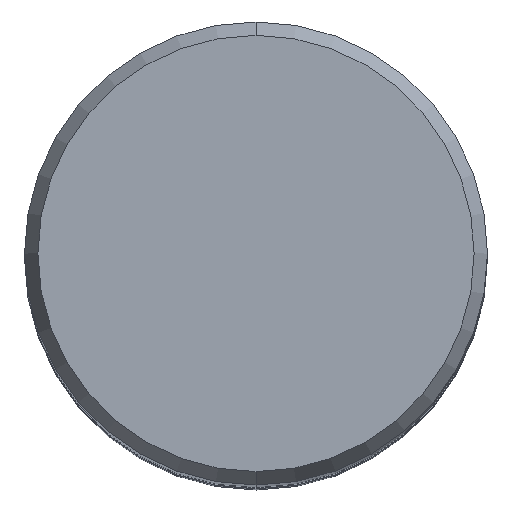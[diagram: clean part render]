
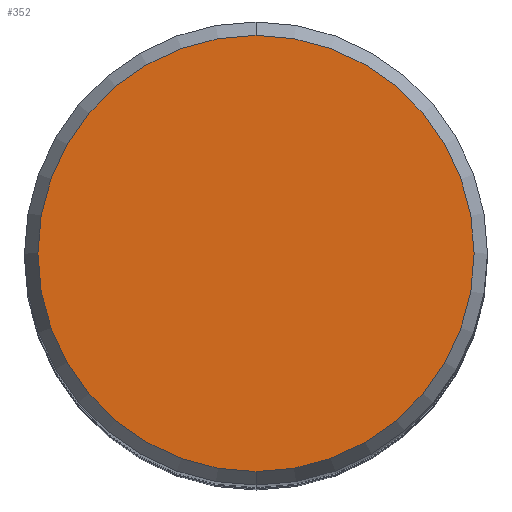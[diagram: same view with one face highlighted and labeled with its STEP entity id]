
A CAD part, top view. The second image highlights one B-rep face of the part: STEP entity #352.
In plain terms, the highlighted planar face has unit normal (0, 0, 1).
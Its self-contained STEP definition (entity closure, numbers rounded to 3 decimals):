
#194=VERTEX_POINT('',#523);
#254=EDGE_CURVE('',#256,#194,#592,.T.);
#256=VERTEX_POINT('',#594);
#352=ADVANCED_FACE('',(#697),#698,.T.);
#392=EDGE_CURVE('',#194,#256,#741,.T.);
#523=CARTESIAN_POINT('',(0.,-7.479,0.));
#592=CIRCLE('',#1026,7.479);
#594=CARTESIAN_POINT('',(0.0,7.479,0.));
#697=FACE_OUTER_BOUND('',#1225,.T.);
#698=PLANE('',#1226);
#741=CIRCLE('',#1316,7.479);
#1026=AXIS2_PLACEMENT_3D('',#1678,#1679,#1680);
#1225=EDGE_LOOP('',(#1782,#1783));
#1226=AXIS2_PLACEMENT_3D('',#1784,#1785,#1786);
#1316=AXIS2_PLACEMENT_3D('',#1830,#1831,#1832);
#1678=CARTESIAN_POINT('',(0.0,0.0,0.));
#1679=DIRECTION('',(0.0,0.0,-1.0));
#1680=DIRECTION('',(0.0,1.0,0.0));
#1782=ORIENTED_EDGE('',*,*,#254,.F.);
#1783=ORIENTED_EDGE('',*,*,#392,.F.);
#1784=CARTESIAN_POINT('',(0.0,3.74,0.));
#1785=DIRECTION('',(-0.0,0.0,1.0));
#1786=DIRECTION('',(0.0,-1.0,0.0));
#1830=CARTESIAN_POINT('',(0.0,0.0,0.));
#1831=DIRECTION('',(0.0,0.0,-1.0));
#1832=DIRECTION('',(0.0,1.0,0.0));
